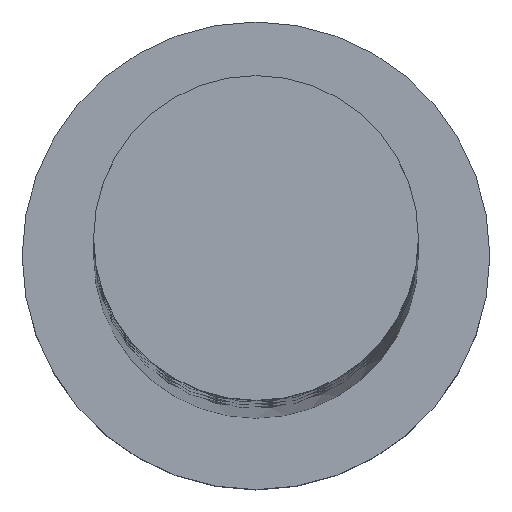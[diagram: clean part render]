
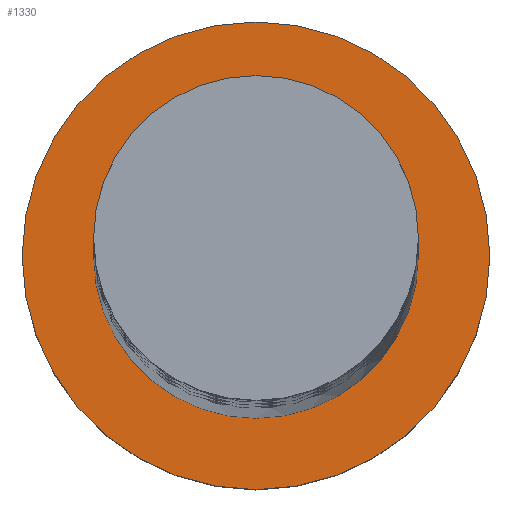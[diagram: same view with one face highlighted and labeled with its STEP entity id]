
A CAD part, top view. The second image highlights one B-rep face of the part: STEP entity #1330.
In plain terms, the highlighted planar face has unit normal (0, 0, 1).
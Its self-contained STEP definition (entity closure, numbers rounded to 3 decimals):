
#17 = ORIENTED_EDGE ( 'NONE', *, *, #829, .F. ) ;
#138 = CIRCLE ( 'NONE', #954, 9. ) ;
#236 = DIRECTION ( 'NONE',  ( 1., 0., 0. ) ) ;
#299 = VERTEX_POINT ( 'NONE', #854 ) ;
#307 = DIRECTION ( 'NONE',  ( 0., 0., 1. ) ) ;
#313 = CIRCLE ( 'NONE', #840, 6.25 ) ;
#337 = CARTESIAN_POINT ( 'NONE',  ( -6.25, 0., 7. ) ) ;
#381 = CARTESIAN_POINT ( 'NONE',  ( 0., 0., 7. ) ) ;
#391 = CARTESIAN_POINT ( 'NONE',  ( 0., 0., 7. ) ) ;
#434 = VERTEX_POINT ( 'NONE', #903 ) ;
#570 = VERTEX_POINT ( 'NONE', #337 ) ;
#584 = CARTESIAN_POINT ( 'NONE',  ( 0., 0., 7. ) ) ;
#599 = CIRCLE ( 'NONE', #796, 6.25 ) ;
#631 = AXIS2_PLACEMENT_3D ( 'NONE', #584, #1526, #1952 ) ;
#661 = EDGE_LOOP ( 'NONE', ( #1378, #17 ) ) ;
#765 = ORIENTED_EDGE ( 'NONE', *, *, #1442, .T. ) ;
#796 = AXIS2_PLACEMENT_3D ( 'NONE', #391, #1152, #1493 ) ;
#808 = EDGE_LOOP ( 'NONE', ( #765, #1871 ) ) ;
#820 = DIRECTION ( 'NONE',  ( 0., 0., 1. ) ) ;
#829 = EDGE_CURVE ( 'NONE', #299, #570, #599, .T. ) ;
#840 = AXIS2_PLACEMENT_3D ( 'NONE', #946, #307, #930 ) ;
#842 = FACE_BOUND ( 'NONE', #661, .T. ) ;
#854 = CARTESIAN_POINT ( 'NONE',  ( 6.25, 0., 7. ) ) ;
#903 = CARTESIAN_POINT ( 'NONE',  ( -9., 0., 7. ) ) ;
#930 = DIRECTION ( 'NONE',  ( 1., 0., 0. ) ) ;
#946 = CARTESIAN_POINT ( 'NONE',  ( 0., 0., 7. ) ) ;
#954 = AXIS2_PLACEMENT_3D ( 'NONE', #1911, #820, #236 ) ;
#1144 = PLANE ( 'NONE',  #1986 ) ;
#1152 = DIRECTION ( 'NONE',  ( 0., 0., 1. ) ) ;
#1164 = DIRECTION ( 'NONE',  ( 0., 0., 1. ) ) ;
#1309 = FACE_OUTER_BOUND ( 'NONE', #808, .T. ) ;
#1330 = ADVANCED_FACE ( 'NONE', ( #842, #1309 ), #1144, .T. ) ;
#1378 = ORIENTED_EDGE ( 'NONE', *, *, #1837, .F. ) ;
#1442 = EDGE_CURVE ( 'NONE', #434, #1707, #138, .T. ) ;
#1493 = DIRECTION ( 'NONE',  ( 1., 0., 0. ) ) ;
#1526 = DIRECTION ( 'NONE',  ( 0., 0., 1. ) ) ;
#1534 = CARTESIAN_POINT ( 'NONE',  ( 9., 0., 7. ) ) ;
#1572 = EDGE_CURVE ( 'NONE', #1707, #434, #1635, .T. ) ;
#1635 = CIRCLE ( 'NONE', #631, 9. ) ;
#1707 = VERTEX_POINT ( 'NONE', #1534 ) ;
#1786 = DIRECTION ( 'NONE',  ( 1., 0., 0. ) ) ;
#1837 = EDGE_CURVE ( 'NONE', #570, #299, #313, .T. ) ;
#1871 = ORIENTED_EDGE ( 'NONE', *, *, #1572, .T. ) ;
#1911 = CARTESIAN_POINT ( 'NONE',  ( 0., 0., 7. ) ) ;
#1952 = DIRECTION ( 'NONE',  ( 1., 0., 0. ) ) ;
#1986 = AXIS2_PLACEMENT_3D ( 'NONE', #381, #1164, #1786 ) ;
